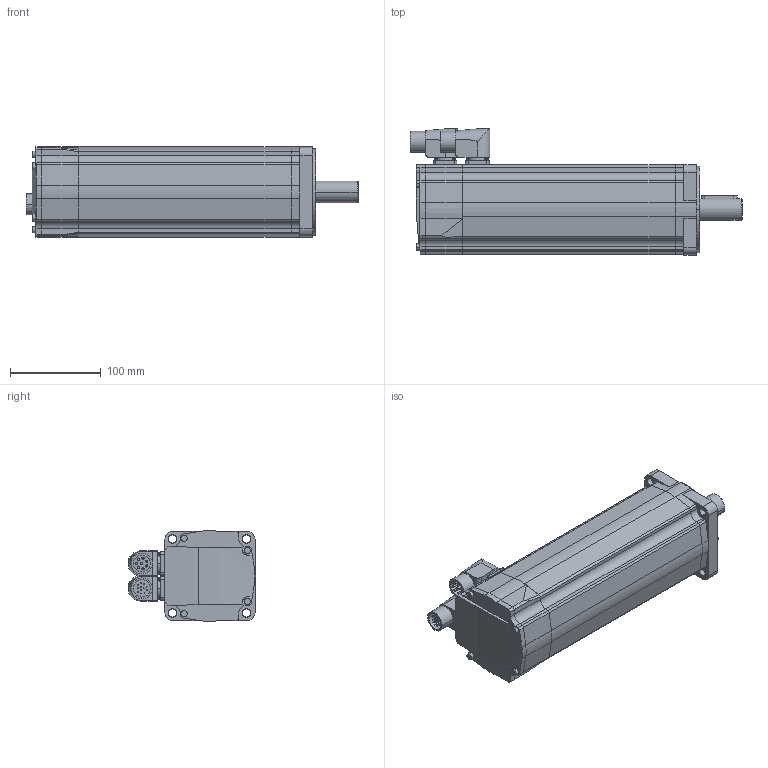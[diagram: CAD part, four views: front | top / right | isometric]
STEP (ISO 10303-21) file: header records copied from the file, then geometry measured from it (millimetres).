
FILE_DESCRIPTION(('STEP AP242'),'1');
FILE_NAME('motor_bsh1004p11f2a.stp','2021-09-28T22:15:32',('TraceParts'),('TraceParts S.A.'),'Spatial InterOp 3D',' ',' ');
FILE_SCHEMA(('AP242_MANAGED_MODEL_BASED_3D_ENGINEERING_MIM_LF {1 0 10303 442 1 1 4}'));
Length unit declared in the file: millimetre
Products named in the file (1): motor_bsh1004p11f2a_1
Bounding box: 364.85 x 138.5 x 99.94 mm (x, y, z)
Volume: 2661617.4 mm3; surface area: 203114.4 mm2
Topology: 7 solids, 7 shells, 379 faces, 933 edges, 611 vertices
Faces by surface type: cylinder 190, plane 160, torus 18, cone 11
Entity records: 11522 total; most frequent: DIRECTION 2127, CARTESIAN_POINT 2096, ORIENTED_EDGE 1862, EDGE_CURVE 931, AXIS2_PLACEMENT_3D 826, VERTEX_POINT 611, LINE 475, VECTOR 475
